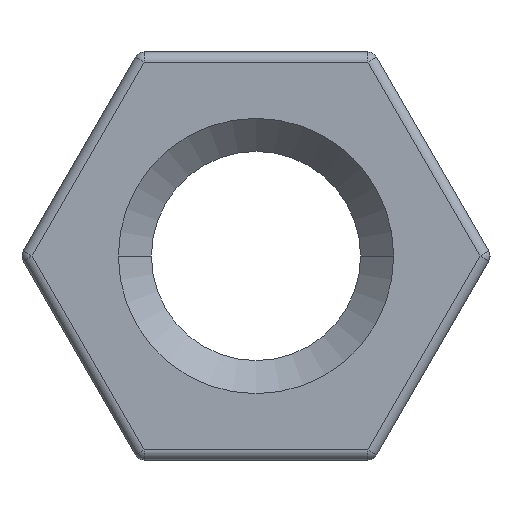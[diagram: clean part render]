
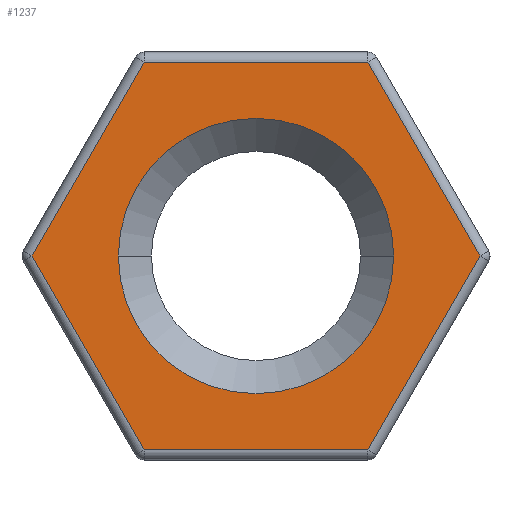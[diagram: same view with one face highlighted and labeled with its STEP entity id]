
A CAD part, left-side view. The second image highlights one B-rep face of the part: STEP entity #1237.
In plain terms, the highlighted planar face has unit normal (-1, 0, 0).
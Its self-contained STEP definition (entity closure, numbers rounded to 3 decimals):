
#19 = PLANE ( 'NONE',  #165 ) ;
#48 = CARTESIAN_POINT ( 'NONE',  ( 0., -2.194, 0. ) ) ;
#57 = CARTESIAN_POINT ( 'NONE',  ( 0., -1.35, 0. ) ) ;
#73 = CARTESIAN_POINT ( 'NONE',  ( 0., 1.097, -1.9 ) ) ;
#94 = VECTOR ( 'NONE', #558, 1000. ) ;
#113 = EDGE_CURVE ( 'NONE', #754, #626, #350, .T. ) ;
#114 = EDGE_CURVE ( 'NONE', #782, #794, #383, .T. ) ;
#118 = EDGE_CURVE ( 'NONE', #528, #546, #342, .T. ) ;
#135 = EDGE_CURVE ( 'NONE', #882, #754, #312, .T. ) ;
#158 = EDGE_CURVE ( 'NONE', #800, #528, #285, .T. ) ;
#161 = EDGE_CURVE ( 'NONE', #626, #800, #277, .T. ) ;
#165 = AXIS2_PLACEMENT_3D ( 'NONE', #1067, #931, #1039 ) ;
#171 = EDGE_CURVE ( 'NONE', #794, #782, #269, .T. ) ;
#176 = EDGE_CURVE ( 'NONE', #546, #882, #249, .T. ) ;
#192 = CARTESIAN_POINT ( 'NONE',  ( 0., -1.097, -1.9 ) ) ;
#204 = CARTESIAN_POINT ( 'NONE',  ( 0., 1.35, 0. ) ) ;
#214 = CARTESIAN_POINT ( 'NONE',  ( 0., -1.097, 1.9 ) ) ;
#216 = FACE_BOUND ( 'NONE', #1023, .T. ) ;
#245 = VECTOR ( 'NONE', #406, 1000. ) ;
#249 = LINE ( 'NONE', #407, #245 ) ;
#269 = CIRCLE ( 'NONE', #847, 1.35 ) ;
#273 = VECTOR ( 'NONE', #539, 1000. ) ;
#277 = LINE ( 'NONE', #548, #273 ) ;
#285 = LINE ( 'NONE', #571, #94 ) ;
#309 = VECTOR ( 'NONE', #704, 1000. ) ;
#312 = LINE ( 'NONE', #706, #309 ) ;
#328 = VECTOR ( 'NONE', #727, 1000. ) ;
#342 = LINE ( 'NONE', #730, #328 ) ;
#344 = VECTOR ( 'NONE', #752, 1000. ) ;
#350 = LINE ( 'NONE', #1111, #344 ) ;
#383 = CIRCLE ( 'NONE', #1171, 1.35 ) ;
#406 = DIRECTION ( 'NONE',  ( 0., 0.5, -0.866 ) ) ;
#407 = CARTESIAN_POINT ( 'NONE',  ( 0., 1.645, 0.95 ) ) ;
#421 = DIRECTION ( 'NONE',  ( 0., 1., 0. ) ) ;
#423 = DIRECTION ( 'NONE',  ( 1., 0., 0. ) ) ;
#424 = CARTESIAN_POINT ( 'NONE',  ( 0., 0., 0. ) ) ;
#490 = CARTESIAN_POINT ( 'NONE',  ( 0., 1.097, 1.9 ) ) ;
#528 = VERTEX_POINT ( 'NONE', #214 ) ;
#539 = DIRECTION ( 'NONE',  ( 0., -0.5, 0.866 ) ) ;
#546 = VERTEX_POINT ( 'NONE', #490 ) ;
#548 = CARTESIAN_POINT ( 'NONE',  ( 0., -1.645, -0.95 ) ) ;
#551 = ORIENTED_EDGE ( 'NONE', *, *, #114, .T. ) ;
#558 = DIRECTION ( 'NONE',  ( 0., 0.5, 0.866 ) ) ;
#571 = CARTESIAN_POINT ( 'NONE',  ( 0., -1.645, 0.95 ) ) ;
#626 = VERTEX_POINT ( 'NONE', #192 ) ;
#634 = ORIENTED_EDGE ( 'NONE', *, *, #158, .T. ) ;
#662 = ORIENTED_EDGE ( 'NONE', *, *, #113, .T. ) ;
#667 = ORIENTED_EDGE ( 'NONE', *, *, #135, .T. ) ;
#698 = ORIENTED_EDGE ( 'NONE', *, *, #171, .T. ) ;
#704 = DIRECTION ( 'NONE',  ( 0., -0.5, -0.866 ) ) ;
#706 = CARTESIAN_POINT ( 'NONE',  ( 0., 1.645, -0.95 ) ) ;
#727 = DIRECTION ( 'NONE',  ( 0., 1., 0. ) ) ;
#730 = CARTESIAN_POINT ( 'NONE',  ( 0., 0., 1.9 ) ) ;
#739 = DIRECTION ( 'NONE',  ( 0., 1., 0. ) ) ;
#743 = DIRECTION ( 'NONE',  ( 1., 0., 0. ) ) ;
#745 = CARTESIAN_POINT ( 'NONE',  ( 0., 0., 0. ) ) ;
#752 = DIRECTION ( 'NONE',  ( 0., -1., 0. ) ) ;
#754 = VERTEX_POINT ( 'NONE', #73 ) ;
#782 = VERTEX_POINT ( 'NONE', #57 ) ;
#794 = VERTEX_POINT ( 'NONE', #204 ) ;
#800 = VERTEX_POINT ( 'NONE', #48 ) ;
#808 = ORIENTED_EDGE ( 'NONE', *, *, #176, .T. ) ;
#842 = ORIENTED_EDGE ( 'NONE', *, *, #161, .T. ) ;
#847 = AXIS2_PLACEMENT_3D ( 'NONE', #424, #423, #421 ) ;
#882 = VERTEX_POINT ( 'NONE', #1113 ) ;
#931 = DIRECTION ( 'NONE',  ( 1., 0., 0. ) ) ;
#958 = EDGE_LOOP ( 'NONE', ( #634, #996, #808, #667, #662, #842 ) ) ;
#996 = ORIENTED_EDGE ( 'NONE', *, *, #118, .T. ) ;
#1023 = EDGE_LOOP ( 'NONE', ( #698, #551 ) ) ;
#1039 = DIRECTION ( 'NONE',  ( 0., 1., 0. ) ) ;
#1067 = CARTESIAN_POINT ( 'NONE',  ( 0., 0., 0. ) ) ;
#1111 = CARTESIAN_POINT ( 'NONE',  ( 0., 0., -1.9 ) ) ;
#1113 = CARTESIAN_POINT ( 'NONE',  ( 0., 2.194, 0. ) ) ;
#1171 = AXIS2_PLACEMENT_3D ( 'NONE', #745, #743, #739 ) ;
#1219 = FACE_OUTER_BOUND ( 'NONE', #958, .T. ) ;
#1237 = ADVANCED_FACE ( 'NONE', ( #1219, #216 ), #19, .F. ) ;
